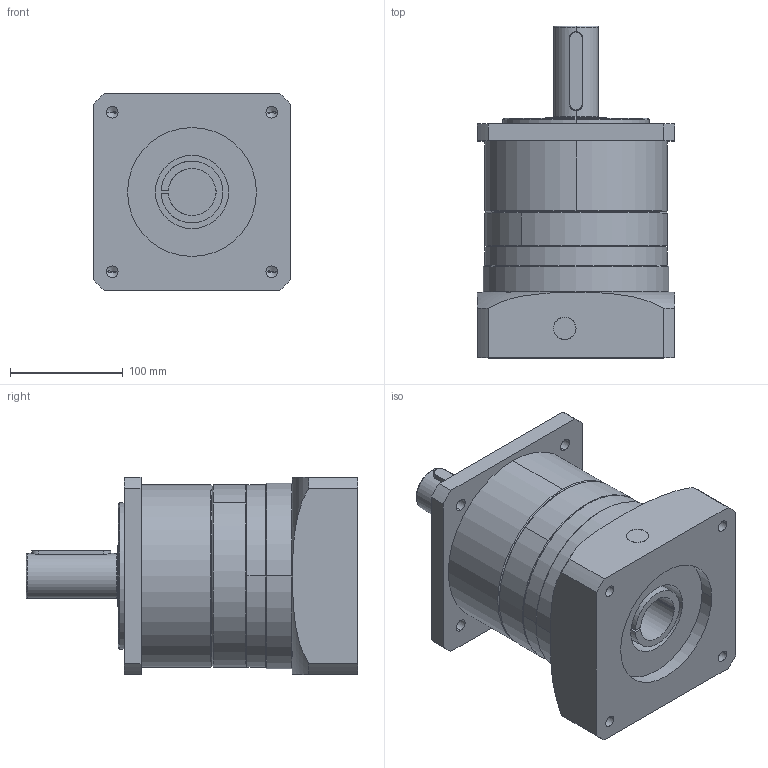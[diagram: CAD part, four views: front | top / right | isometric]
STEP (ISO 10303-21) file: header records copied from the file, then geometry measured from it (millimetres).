
FILE_DESCRIPTION (( 'STEP AP203' ), '1' );
FILE_NAME ('P2F160-L1-175-5.step', '2021-03-14T08:18:39', ( '' ), ( '' ), 'SwSTEP 2.0', 'SolidWorks 2016', '' );
FILE_SCHEMA (( 'CONFIG_CONTROL_DESIGN' ));
Length unit declared in the file: millimetre
Products named in the file (7): 160怀堤粣; 160输入级AQA175-345; 160ヶ儂裔F; 160笢潔撰-L1; 160坶踡輸AQA175-5; 螺塞盖; P2F160-L1-175-5
Assembly tree (6 placements, depth 2):
  P2F160-L1-175-5
    160ヶ儂裔F
    160怀堤粣
    160笢潔撰-L1
    160输入级AQA175-345
    160坶踡輸AQA175-5
    螺塞盖
Bounding box: 175 x 294.5 x 175 mm (x, y, z)
Volume: 4915178.5 mm3; surface area: 327090.8 mm2
Topology: 6 solids, 6 shells, 136 faces, 310 edges, 189 vertices
Faces by surface type: cylinder 61, plane 40, cone 25, torus 10
Entity records: 5007 total; most frequent: CARTESIAN_POINT 1150, DIRECTION 716, ORIENTED_EDGE 600, EDGE_CURVE 300, AXIS2_PLACEMENT_3D 291, VERTEX_POINT 189, EDGE_LOOP 161, CIRCLE 146
